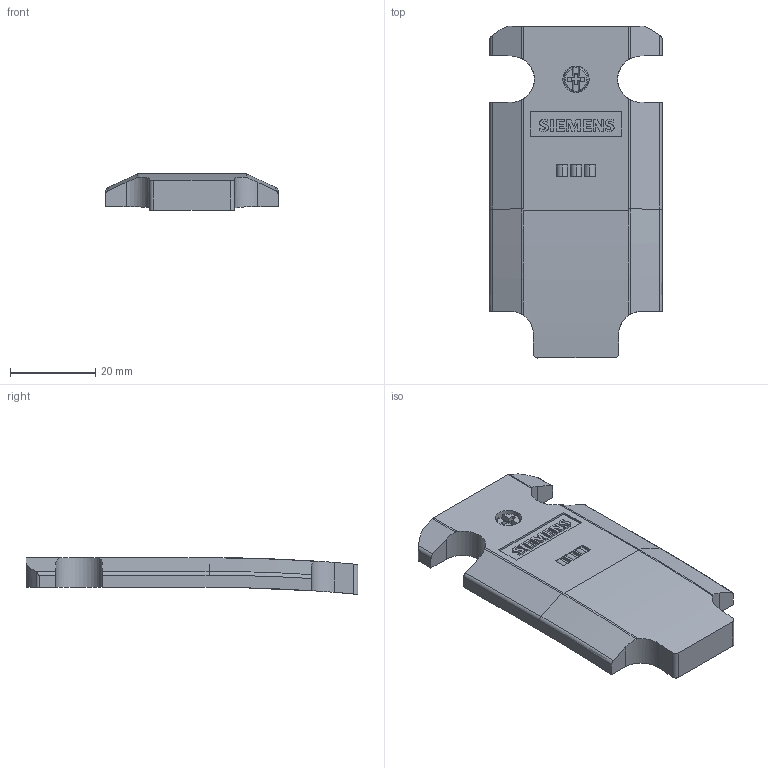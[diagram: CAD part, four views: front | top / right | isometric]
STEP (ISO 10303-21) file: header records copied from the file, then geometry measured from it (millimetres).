
FILE_DESCRIPTION(('STEP AP214'),'1');
FILE_NAME('cctmp_F24BFCD3-AC26-49F6-8927-395DABDEA7E2_2023_07_21_11_30_54_0379..stp','2023-07-21T09:30:54',('SIEMENS A&D'),('CADClick - www.CADClick.com'),'Spatial InterOp 3D postprocessed',' ','unknown authorization');
FILE_SCHEMA(('AUTOMOTIVE_DESIGN'));
Length unit declared in the file: millimetre
Products named in the file (6): cc_unnamed; 2023_07_21_11_30_54_0360; 2023_07_21_11_30_54_0356; 2023_07_21_11_30_54_0352; 2023_07_21_11_30_54_0348; 2023_07_21_11_30_54_0344
Assembly tree (5 placements, depth 2):
  cc_unnamed
    2023_07_21_11_30_54_0360
    2023_07_21_11_30_54_0356
    2023_07_21_11_30_54_0352
    2023_07_21_11_30_54_0348
    2023_07_21_11_30_54_0344
Bounding box: 40.52 x 78 x 8.64 mm (x, y, z)
Volume: 17506 mm3; surface area: 7299.8 mm2
Topology: 5 solids, 5 shells, 227 faces, 600 edges, 396 vertices
Faces by surface type: plane 139, cylinder 68, torus 12, cone 8
Entity records: 8098 total; most frequent: CARTESIAN_POINT 1531, ORIENTED_EDGE 1200, DIRECTION 1198, EDGE_CURVE 600, AXIS2_PLACEMENT_3D 401, VERTEX_POINT 396, LINE 396, VECTOR 396
